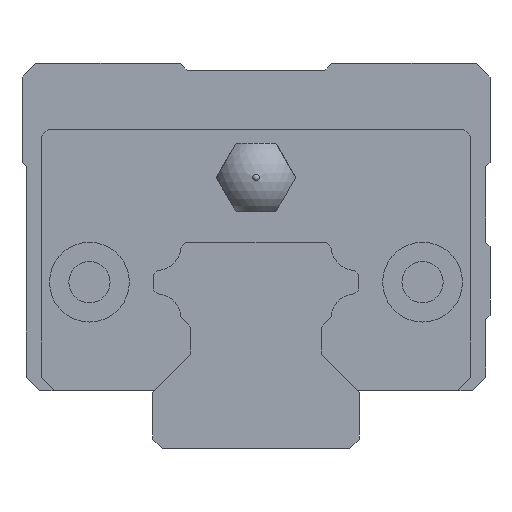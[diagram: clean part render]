
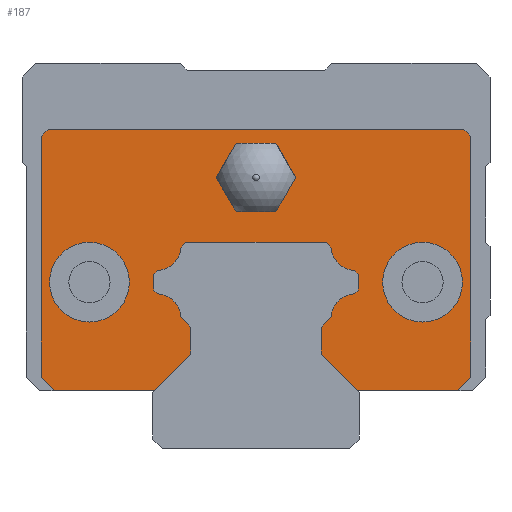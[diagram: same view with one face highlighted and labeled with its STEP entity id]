
A CAD part, front view. The second image highlights one B-rep face of the part: STEP entity #187.
In plain terms, the highlighted planar face has unit normal (0, -1, 0).
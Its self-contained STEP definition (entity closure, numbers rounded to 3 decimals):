
#187=ADVANCED_FACE('',(#355,#356,#357),#358,.F.);
#355=FACE_OUTER_BOUND('',#680,.T.);
#356=FACE_BOUND('',#681,.T.);
#357=FACE_BOUND('',#682,.T.);
#358=PLANE('',#683);
#680=EDGE_LOOP('',(#1083,#1084,#1085,#1086,#1087,#1088,#1089,#1090,#1091,#1092,#1093,#1094,#1095,#1096,#1097,#1098,#1099,#1100,#1101,#1102,#1103,#1104,#1105,#1106,#1107,#1108,#1109,#1110));
#681=EDGE_LOOP('',(#1111,#1112));
#682=EDGE_LOOP('',(#1113,#1114));
#683=AXIS2_PLACEMENT_3D('',#1115,#1116,#1117);
#1083=ORIENTED_EDGE('',*,*,#2252,.T.);
#1084=ORIENTED_EDGE('',*,*,#2253,.F.);
#1085=ORIENTED_EDGE('',*,*,#2254,.F.);
#1086=ORIENTED_EDGE('',*,*,#2255,.T.);
#1087=ORIENTED_EDGE('',*,*,#2256,.F.);
#1088=ORIENTED_EDGE('',*,*,#2257,.T.);
#1089=ORIENTED_EDGE('',*,*,#2258,.T.);
#1090=ORIENTED_EDGE('',*,*,#2259,.T.);
#1091=ORIENTED_EDGE('',*,*,#2260,.T.);
#1092=ORIENTED_EDGE('',*,*,#2261,.T.);
#1093=ORIENTED_EDGE('',*,*,#2262,.F.);
#1094=ORIENTED_EDGE('',*,*,#2263,.T.);
#1095=ORIENTED_EDGE('',*,*,#2264,.T.);
#1096=ORIENTED_EDGE('',*,*,#2265,.F.);
#1097=ORIENTED_EDGE('',*,*,#2266,.F.);
#1098=ORIENTED_EDGE('',*,*,#2267,.F.);
#1099=ORIENTED_EDGE('',*,*,#2268,.F.);
#1100=ORIENTED_EDGE('',*,*,#2269,.T.);
#1101=ORIENTED_EDGE('',*,*,#2270,.T.);
#1102=ORIENTED_EDGE('',*,*,#2271,.T.);
#1103=ORIENTED_EDGE('',*,*,#2272,.T.);
#1104=ORIENTED_EDGE('',*,*,#2273,.F.);
#1105=ORIENTED_EDGE('',*,*,#2274,.F.);
#1106=ORIENTED_EDGE('',*,*,#2275,.T.);
#1107=ORIENTED_EDGE('',*,*,#2276,.F.);
#1108=ORIENTED_EDGE('',*,*,#2277,.F.);
#1109=ORIENTED_EDGE('',*,*,#2278,.T.);
#1110=ORIENTED_EDGE('',*,*,#2279,.T.);
#1111=ORIENTED_EDGE('',*,*,#2280,.F.);
#1112=ORIENTED_EDGE('',*,*,#2231,.F.);
#1113=ORIENTED_EDGE('',*,*,#2281,.F.);
#1114=ORIENTED_EDGE('',*,*,#2223,.F.);
#1115=CARTESIAN_POINT('',(7.245,-43.6,-14.395));
#1116=DIRECTION('',(0.0,1.0,0.0));
#1117=DIRECTION('',(1.0,0.0,0.0));
#2223=EDGE_CURVE('',#2634,#2637,#2638,.T.);
#2231=EDGE_CURVE('',#2650,#2653,#2654,.T.);
#2252=EDGE_CURVE('',#2692,#2693,#2694,.T.);
#2253=EDGE_CURVE('',#2695,#2693,#2696,.T.);
#2254=EDGE_CURVE('',#2697,#2695,#2698,.T.);
#2255=EDGE_CURVE('',#2697,#2699,#2700,.T.);
#2256=EDGE_CURVE('',#2701,#2699,#2702,.T.);
#2257=EDGE_CURVE('',#2701,#2703,#2704,.T.);
#2258=EDGE_CURVE('',#2703,#2705,#2706,.T.);
#2259=EDGE_CURVE('',#2705,#2707,#2708,.T.);
#2260=EDGE_CURVE('',#2707,#2709,#2710,.T.);
#2261=EDGE_CURVE('',#2709,#2711,#2712,.T.);
#2262=EDGE_CURVE('',#2713,#2711,#2714,.T.);
#2263=EDGE_CURVE('',#2713,#2715,#2716,.T.);
#2264=EDGE_CURVE('',#2715,#2717,#2718,.T.);
#2265=EDGE_CURVE('',#2719,#2717,#2720,.T.);
#2266=EDGE_CURVE('',#2721,#2719,#2722,.T.);
#2267=EDGE_CURVE('',#2723,#2721,#2724,.T.);
#2268=EDGE_CURVE('',#2725,#2723,#2726,.T.);
#2269=EDGE_CURVE('',#2725,#2727,#2728,.T.);
#2270=EDGE_CURVE('',#2727,#2729,#2730,.T.);
#2271=EDGE_CURVE('',#2729,#2731,#2732,.T.);
#2272=EDGE_CURVE('',#2731,#2733,#2734,.T.);
#2273=EDGE_CURVE('',#2735,#2733,#2736,.T.);
#2274=EDGE_CURVE('',#2737,#2735,#2738,.T.);
#2275=EDGE_CURVE('',#2737,#2739,#2740,.T.);
#2276=EDGE_CURVE('',#2741,#2739,#2742,.T.);
#2277=EDGE_CURVE('',#2743,#2741,#2744,.T.);
#2278=EDGE_CURVE('',#2743,#2745,#2746,.T.);
#2279=EDGE_CURVE('',#2745,#2692,#2747,.T.);
#2280=EDGE_CURVE('',#2653,#2650,#2748,.T.);
#2281=EDGE_CURVE('',#2637,#2634,#2749,.T.);
#2634=VERTEX_POINT('',#3288);
#2637=VERTEX_POINT('',#3292);
#2638=CIRCLE('',#3293,2.9);
#2650=VERTEX_POINT('',#3308);
#2653=VERTEX_POINT('',#3312);
#2654=CIRCLE('',#3313,2.9);
#2692=VERTEX_POINT('',#3362);
#2693=VERTEX_POINT('',#3363);
#2694=LINE('',#3364,#3365);
#2695=VERTEX_POINT('',#3366);
#2696=LINE('',#3367,#3368);
#2697=VERTEX_POINT('',#3369);
#2698=LINE('',#3370,#3371);
#2699=VERTEX_POINT('',#3372);
#2700=CIRCLE('',#3373,1.8);
#2701=VERTEX_POINT('',#3374);
#2702=LINE('',#3375,#3376);
#2703=VERTEX_POINT('',#3377);
#2704=LINE('',#3378,#3379);
#2705=VERTEX_POINT('',#3380);
#2706=LINE('',#3381,#3382);
#2707=VERTEX_POINT('',#3383);
#2708=CIRCLE('',#3384,1.8);
#2709=VERTEX_POINT('',#3385);
#2710=LINE('',#3386,#3387);
#2711=VERTEX_POINT('',#3388);
#2712=LINE('',#3389,#3390);
#2713=VERTEX_POINT('',#3391);
#2714=LINE('',#3392,#3393);
#2715=VERTEX_POINT('',#3394);
#2716=LINE('',#3395,#3396);
#2717=VERTEX_POINT('',#3397);
#2718=LINE('',#3398,#3399);
#2719=VERTEX_POINT('',#3400);
#2720=LINE('',#3401,#3402);
#2721=VERTEX_POINT('',#3403);
#2722=LINE('',#3404,#3405);
#2723=VERTEX_POINT('',#3406);
#2724=LINE('',#3407,#3408);
#2725=VERTEX_POINT('',#3409);
#2726=LINE('',#3410,#3411);
#2727=VERTEX_POINT('',#3412);
#2728=LINE('',#3413,#3414);
#2729=VERTEX_POINT('',#3415);
#2730=LINE('',#3416,#3417);
#2731=VERTEX_POINT('',#3418);
#2732=LINE('',#3419,#3420);
#2733=VERTEX_POINT('',#3421);
#2734=LINE('',#3422,#3423);
#2735=VERTEX_POINT('',#3424);
#2736=LINE('',#3425,#3426);
#2737=VERTEX_POINT('',#3427);
#2738=LINE('',#3428,#3429);
#2739=VERTEX_POINT('',#3430);
#2740=CIRCLE('',#3431,1.8);
#2741=VERTEX_POINT('',#3432);
#2742=LINE('',#3433,#3434);
#2743=VERTEX_POINT('',#3435);
#2744=LINE('',#3436,#3437);
#2745=VERTEX_POINT('',#3438);
#2746=LINE('',#3439,#3440);
#2747=CIRCLE('',#3441,1.8);
#2748=CIRCLE('',#3442,2.9);
#2749=CIRCLE('',#3443,2.9);
#3288=CARTESIAN_POINT('',(12.1,-43.6,-8.85));
#3292=CARTESIAN_POINT('',(12.1,-43.6,-14.65));
#3293=AXIS2_PLACEMENT_3D('',#4199,#4200,#4201);
#3308=CARTESIAN_POINT('',(-12.1,-43.6,-8.85));
#3312=CARTESIAN_POINT('',(-12.1,-43.6,-14.65));
#3313=AXIS2_PLACEMENT_3D('',#4215,#4216,#4217);
#3362=CARTESIAN_POINT('',(-5.447,-43.6,-9.196));
#3363=CARTESIAN_POINT('',(-5.101,-43.6,-8.85));
#3364=CARTESIAN_POINT('',(-5.447,-43.6,-9.196));
#3365=VECTOR('',#4256,1000.0);
#3366=CARTESIAN_POINT('',(5.101,-43.6,-8.85));
#3367=CARTESIAN_POINT('',(7.245,-43.6,-8.85));
#3368=VECTOR('',#4257,1000.0);
#3369=CARTESIAN_POINT('',(5.447,-43.6,-9.196));
#3370=CARTESIAN_POINT('',(5.447,-43.6,-9.196));
#3371=VECTOR('',#4258,1000.0);
#3372=CARTESIAN_POINT('',(7.154,-43.6,-10.903));
#3373=AXIS2_PLACEMENT_3D('',#4259,#4260,#4261);
#3374=CARTESIAN_POINT('',(7.43,-43.6,-11.179));
#3375=CARTESIAN_POINT('',(7.43,-43.6,-11.179));
#3376=VECTOR('',#4262,1000.0);
#3377=CARTESIAN_POINT('',(7.43,-43.6,-12.321));
#3378=CARTESIAN_POINT('',(7.43,-43.6,-11.179));
#3379=VECTOR('',#4263,1000.0);
#3380=CARTESIAN_POINT('',(7.154,-43.6,-12.597));
#3381=CARTESIAN_POINT('',(7.43,-43.6,-12.321));
#3382=VECTOR('',#4264,1000.0);
#3383=CARTESIAN_POINT('',(5.447,-43.6,-14.304));
#3384=AXIS2_PLACEMENT_3D('',#4265,#4266,#4267);
#3385=CARTESIAN_POINT('',(4.73,-43.6,-15.021));
#3386=CARTESIAN_POINT('',(5.447,-43.6,-14.304));
#3387=VECTOR('',#4268,1000.0);
#3388=CARTESIAN_POINT('',(4.73,-43.6,-16.979));
#3389=CARTESIAN_POINT('',(4.73,-43.6,-15.021));
#3390=VECTOR('',#4269,1000.0);
#3391=CARTESIAN_POINT('',(7.401,-43.6,-19.65));
#3392=CARTESIAN_POINT('',(7.401,-43.6,-19.65));
#3393=VECTOR('',#4270,1000.0);
#3394=CARTESIAN_POINT('',(14.6,-43.6,-19.65));
#3395=CARTESIAN_POINT('',(7.401,-43.6,-19.65));
#3396=VECTOR('',#4271,1000.0);
#3397=CARTESIAN_POINT('',(15.6,-43.6,-18.65));
#3398=CARTESIAN_POINT('',(14.6,-43.6,-19.65));
#3399=VECTOR('',#4272,1000.0);
#3400=CARTESIAN_POINT('',(15.6,-43.6,-1.15));
#3401=CARTESIAN_POINT('',(15.6,-43.6,-1.15));
#3402=VECTOR('',#4273,1000.0);
#3403=CARTESIAN_POINT('',(15.1,-43.6,-0.65));
#3404=CARTESIAN_POINT('',(15.1,-43.6,-0.65));
#3405=VECTOR('',#4274,1000.0);
#3406=CARTESIAN_POINT('',(-15.1,-43.6,-0.65));
#3407=CARTESIAN_POINT('',(-15.1,-43.6,-0.65));
#3408=VECTOR('',#4275,1000.0);
#3409=CARTESIAN_POINT('',(-15.6,-43.6,-1.15));
#3410=CARTESIAN_POINT('',(-15.6,-43.6,-1.15));
#3411=VECTOR('',#4276,1000.0);
#3412=CARTESIAN_POINT('',(-15.6,-43.6,-18.65));
#3413=CARTESIAN_POINT('',(-15.6,-43.6,-1.15));
#3414=VECTOR('',#4277,1000.0);
#3415=CARTESIAN_POINT('',(-14.6,-43.6,-19.65));
#3416=CARTESIAN_POINT('',(-15.6,-43.6,-18.65));
#3417=VECTOR('',#4278,1000.0);
#3418=CARTESIAN_POINT('',(-7.401,-43.6,-19.65));
#3419=CARTESIAN_POINT('',(-14.6,-43.6,-19.65));
#3420=VECTOR('',#4279,1000.0);
#3421=CARTESIAN_POINT('',(-4.73,-43.6,-16.979));
#3422=CARTESIAN_POINT('',(-7.401,-43.6,-19.65));
#3423=VECTOR('',#4280,1000.0);
#3424=CARTESIAN_POINT('',(-4.73,-43.6,-15.021));
#3425=CARTESIAN_POINT('',(-4.73,-43.6,-15.021));
#3426=VECTOR('',#4281,1000.0);
#3427=CARTESIAN_POINT('',(-5.447,-43.6,-14.304));
#3428=CARTESIAN_POINT('',(-5.447,-43.6,-14.304));
#3429=VECTOR('',#4282,1000.0);
#3430=CARTESIAN_POINT('',(-7.154,-43.6,-12.597));
#3431=AXIS2_PLACEMENT_3D('',#4283,#4284,#4285);
#3432=CARTESIAN_POINT('',(-7.43,-43.6,-12.321));
#3433=CARTESIAN_POINT('',(-7.43,-43.6,-12.321));
#3434=VECTOR('',#4286,1000.0);
#3435=CARTESIAN_POINT('',(-7.43,-43.6,-11.179));
#3436=CARTESIAN_POINT('',(-7.43,-43.6,-11.179));
#3437=VECTOR('',#4287,1000.0);
#3438=CARTESIAN_POINT('',(-7.154,-43.6,-10.903));
#3439=CARTESIAN_POINT('',(-7.43,-43.6,-11.179));
#3440=VECTOR('',#4288,1000.0);
#3441=AXIS2_PLACEMENT_3D('',#4289,#4290,#4291);
#3442=AXIS2_PLACEMENT_3D('',#4292,#4293,#4294);
#3443=AXIS2_PLACEMENT_3D('',#4295,#4296,#4297);
#4199=CARTESIAN_POINT('',(12.1,-43.6,-11.75));
#4200=DIRECTION('',(0.0,-1.0,0.0));
#4201=DIRECTION('',(0.0,0.0,-1.0));
#4215=CARTESIAN_POINT('',(-12.1,-43.6,-11.75));
#4216=DIRECTION('',(0.0,-1.0,0.0));
#4217=DIRECTION('',(0.0,0.0,-1.0));
#4256=DIRECTION('',(0.707,0.0,0.707));
#4257=DIRECTION('',(-1.0,0.0,0.0));
#4258=DIRECTION('',(-0.707,0.0,0.707));
#4259=CARTESIAN_POINT('',(7.245,-43.6,-9.105));
#4260=DIRECTION('',(0.0,-1.0,0.0));
#4261=DIRECTION('',(1.0,0.0,0.0));
#4262=DIRECTION('',(-0.707,0.0,0.707));
#4263=DIRECTION('',(0.0,0.0,-1.0));
#4264=DIRECTION('',(-0.707,0.0,-0.707));
#4265=CARTESIAN_POINT('',(7.245,-43.6,-14.395));
#4266=DIRECTION('',(0.0,-1.0,0.0));
#4267=DIRECTION('',(1.0,0.0,0.0));
#4268=DIRECTION('',(-0.707,0.0,-0.707));
#4269=DIRECTION('',(0.0,0.0,-1.0));
#4270=DIRECTION('',(-0.707,0.0,0.707));
#4271=DIRECTION('',(1.0,0.0,0.0));
#4272=DIRECTION('',(0.707,0.0,0.707));
#4273=DIRECTION('',(0.0,0.0,-1.0));
#4274=DIRECTION('',(0.707,0.0,-0.707));
#4275=DIRECTION('',(1.0,0.0,0.0));
#4276=DIRECTION('',(0.707,0.0,0.707));
#4277=DIRECTION('',(0.0,0.0,-1.0));
#4278=DIRECTION('',(0.707,0.0,-0.707));
#4279=DIRECTION('',(1.0,0.0,0.0));
#4280=DIRECTION('',(0.707,0.0,0.707));
#4281=DIRECTION('',(0.0,0.0,-1.0));
#4282=DIRECTION('',(0.707,0.0,-0.707));
#4283=CARTESIAN_POINT('',(-7.245,-43.6,-14.395));
#4284=DIRECTION('',(0.0,-1.0,0.0));
#4285=DIRECTION('',(1.0,0.0,0.0));
#4286=DIRECTION('',(0.707,0.0,-0.707));
#4287=DIRECTION('',(0.0,0.0,-1.0));
#4288=DIRECTION('',(0.707,0.0,0.707));
#4289=CARTESIAN_POINT('',(-7.245,-43.6,-9.105));
#4290=DIRECTION('',(0.0,-1.0,0.0));
#4291=DIRECTION('',(1.0,0.0,0.0));
#4292=CARTESIAN_POINT('',(-12.1,-43.6,-11.75));
#4293=DIRECTION('',(0.0,-1.0,0.0));
#4294=DIRECTION('',(0.0,0.0,-1.0));
#4295=CARTESIAN_POINT('',(12.1,-43.6,-11.75));
#4296=DIRECTION('',(0.0,-1.0,0.0));
#4297=DIRECTION('',(0.0,0.0,-1.0));
